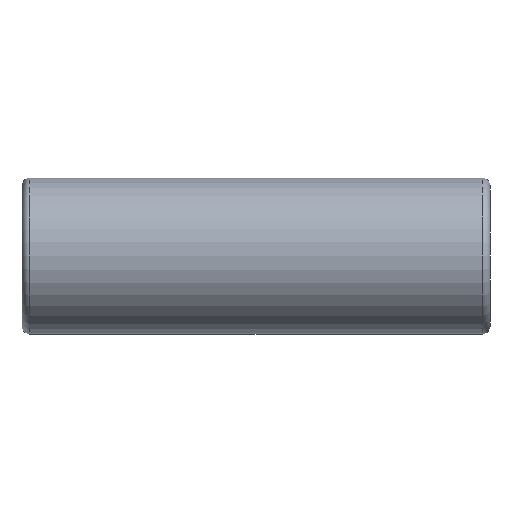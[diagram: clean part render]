
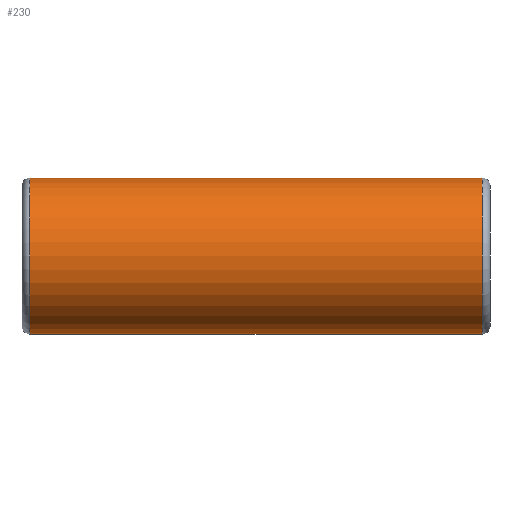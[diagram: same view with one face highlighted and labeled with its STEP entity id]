
A CAD part, left-side view. The second image highlights one B-rep face of the part: STEP entity #230.
In plain terms, the highlighted cylindrical face has radius 5 mm (diameter 10 mm), a partial arc.
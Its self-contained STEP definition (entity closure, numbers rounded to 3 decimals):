
#11 = CARTESIAN_POINT ( 'NONE',  ( 0., 29.5, 0. ) ) ;
#24 = DIRECTION ( 'NONE',  ( 0., 1., 0. ) ) ;
#29 = DIRECTION ( 'NONE',  ( 0., 0., 1. ) ) ;
#31 = ORIENTED_EDGE ( 'NONE', *, *, #278, .T. ) ;
#38 = DIRECTION ( 'NONE',  ( 0., -1., 0. ) ) ;
#45 = CARTESIAN_POINT ( 'NONE',  ( 0., 0.5, 5. ) ) ;
#69 = AXIS2_PLACEMENT_3D ( 'NONE', #11, #38, #397 ) ;
#93 = CIRCLE ( 'NONE', #322, 5. ) ;
#95 = DIRECTION ( 'NONE',  ( 0., -1., 0. ) ) ;
#99 = AXIS2_PLACEMENT_3D ( 'NONE', #381, #347, #338 ) ;
#101 = VERTEX_POINT ( 'NONE', #175 ) ;
#104 = VERTEX_POINT ( 'NONE', #173 ) ;
#118 = FACE_OUTER_BOUND ( 'NONE', #202, .T. ) ;
#120 = LINE ( 'NONE', #244, #361 ) ;
#137 = ORIENTED_EDGE ( 'NONE', *, *, #265, .T. ) ;
#139 = ORIENTED_EDGE ( 'NONE', *, *, #353, .T. ) ;
#171 = VERTEX_POINT ( 'NONE', #45 ) ;
#173 = CARTESIAN_POINT ( 'NONE',  ( 0., 29.5, -5. ) ) ;
#175 = CARTESIAN_POINT ( 'NONE',  ( 0., 0.5, -5. ) ) ;
#193 = CARTESIAN_POINT ( 'NONE',  ( 0., 30., 5. ) ) ;
#195 = DIRECTION ( 'NONE',  ( 0., -1., 0. ) ) ;
#202 = EDGE_LOOP ( 'NONE', ( #222, #139, #31, #137 ) ) ;
#222 = ORIENTED_EDGE ( 'NONE', *, *, #316, .F. ) ;
#230 = ADVANCED_FACE ( 'NONE', ( #118 ), #341, .T. ) ;
#233 = CIRCLE ( 'NONE', #69, 5. ) ;
#235 = VECTOR ( 'NONE', #195, 1000. ) ;
#244 = CARTESIAN_POINT ( 'NONE',  ( 0., 30., -5. ) ) ;
#253 = VERTEX_POINT ( 'NONE', #303 ) ;
#265 = EDGE_CURVE ( 'NONE', #101, #171, #93, .T. ) ;
#278 = EDGE_CURVE ( 'NONE', #104, #101, #120, .T. ) ;
#293 = LINE ( 'NONE', #193, #235 ) ;
#303 = CARTESIAN_POINT ( 'NONE',  ( 0., 29.5, 5. ) ) ;
#316 = EDGE_CURVE ( 'NONE', #253, #171, #293, .T. ) ;
#322 = AXIS2_PLACEMENT_3D ( 'NONE', #407, #24, #29 ) ;
#338 = DIRECTION ( 'NONE',  ( 0., 0., -1. ) ) ;
#341 = CYLINDRICAL_SURFACE ( 'NONE', #99, 5. ) ;
#347 = DIRECTION ( 'NONE',  ( 0., -1., 0. ) ) ;
#353 = EDGE_CURVE ( 'NONE', #253, #104, #233, .T. ) ;
#361 = VECTOR ( 'NONE', #95, 1000. ) ;
#381 = CARTESIAN_POINT ( 'NONE',  ( 0., 30., 0. ) ) ;
#397 = DIRECTION ( 'NONE',  ( 0., 0., 1. ) ) ;
#407 = CARTESIAN_POINT ( 'NONE',  ( 0., 0.5, 0. ) ) ;
